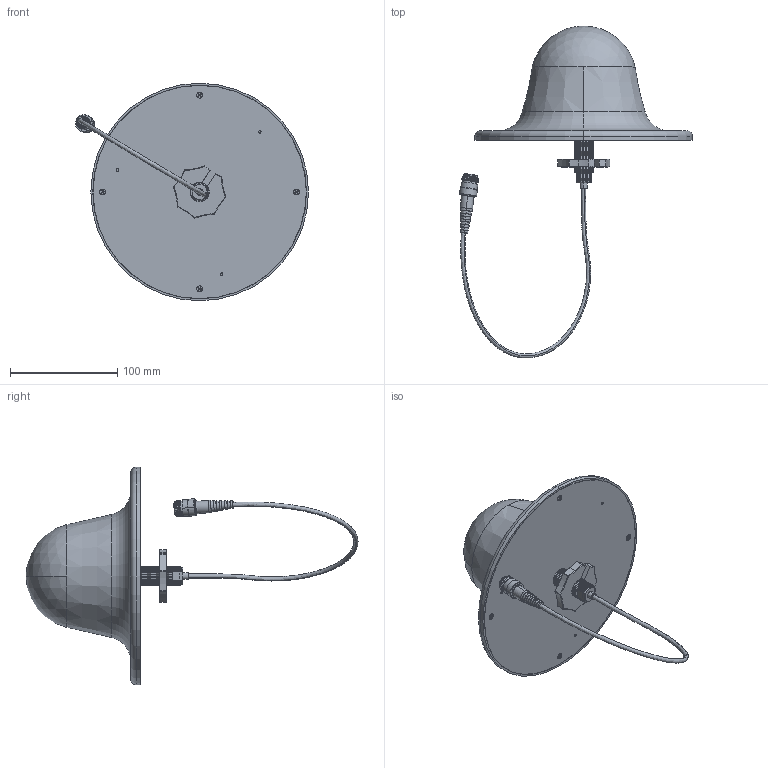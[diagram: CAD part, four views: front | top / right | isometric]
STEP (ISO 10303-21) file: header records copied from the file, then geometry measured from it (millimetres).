
FILE_DESCRIPTION (( 'STEP AP214' ), '1' );
FILE_NAME ('HG75805CUPR-NF.STEP', '2015-10-20T20:30:12', ( 'L-Com' ), ( 'L-Com Global Connectivity' ), 'SwSTEP 2.0', 'SolidWorks 2014', '' );
FILE_SCHEMA (( 'AUTOMOTIVE_DESIGN' ));
Length unit declared in the file: inch
Products named in the file (8): hg75805CUPR_boot; ANF-1700; ANF-1700-MA3; ANF-1700-MA1; 158_PEM_CABLE_13INCH; HG75805CUPR_PlasticNut; HG75805CUPR_Antenna; HG75805CUPR-NF
Assembly tree (7 placements, depth 3):
  HG75805CUPR-NF
    HG75805CUPR_Antenna
    HG75805CUPR_PlasticNut
    158_PEM_CABLE_13INCH
    ANF-1700
      ANF-1700-MA1
      ANF-1700-MA3
    hg75805CUPR_boot
Bounding box: 217.52 x 309.96 x 203.2 mm (x, y, z)
Volume: 201784.7 mm3; surface area: 194757 mm2
Topology: 8 solids, 8 shells, 767 faces, 1771 edges, 1056 vertices
Faces by surface type: cone 336, plane 233, cylinder 103, torus 67, sphere 20, bspline 8
Entity records: 28569 total; most frequent: CARTESIAN_POINT 5331, DIRECTION 3903, ORIENTED_EDGE 3502, EDGE_CURVE 1751, AXIS2_PLACEMENT_3D 1538, VERTEX_POINT 1056, EDGE_LOOP 831, VECTOR 827
